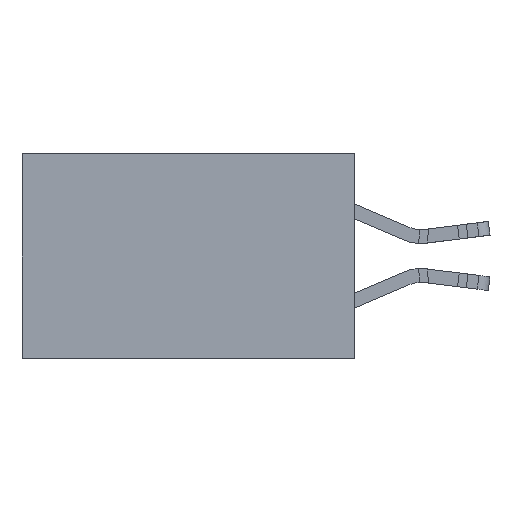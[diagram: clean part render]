
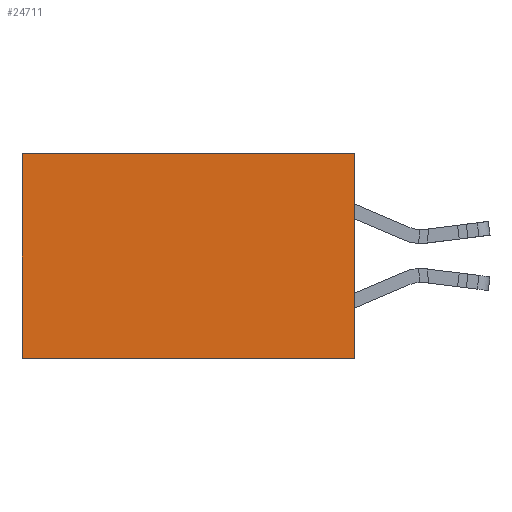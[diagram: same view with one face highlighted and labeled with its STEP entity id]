
A CAD part, left-side view. The second image highlights one B-rep face of the part: STEP entity #24711.
In plain terms, the highlighted planar face has unit normal (-1, 0, 0).
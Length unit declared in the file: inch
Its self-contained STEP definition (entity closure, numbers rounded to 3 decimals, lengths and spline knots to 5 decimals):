
#125 = DIRECTION ( 'NONE',  ( 0., 1., 0. ) ) ;
#368 = PLANE ( 'NONE',  #5533 ) ;
#1206 = CARTESIAN_POINT ( 'NONE',  ( 0.2615, 0., 0. ) ) ;
#3253 = ORIENTED_EDGE ( 'NONE', *, *, #7579, .T. ) ;
#4537 = ORIENTED_EDGE ( 'NONE', *, *, #15409, .T. ) ;
#5533 = AXIS2_PLACEMENT_3D ( 'NONE', #7089, #8287, #24064 ) ;
#5994 = EDGE_CURVE ( 'NONE', #25299, #18140, #15626, .T. ) ;
#6214 = CARTESIAN_POINT ( 'NONE',  ( 0.2615, 0.6, -0.37 ) ) ;
#7089 = CARTESIAN_POINT ( 'NONE',  ( 0.2615, 0., -0.37 ) ) ;
#7579 = EDGE_CURVE ( 'NONE', #25299, #21538, #23433, .T. ) ;
#8287 = DIRECTION ( 'NONE',  ( 1., 0., 0. ) ) ;
#8669 = VERTEX_POINT ( 'NONE', #24595 ) ;
#9006 = FACE_OUTER_BOUND ( 'NONE', #21502, .T. ) ;
#9598 = ORIENTED_EDGE ( 'NONE', *, *, #13163, .F. ) ;
#12646 = VECTOR ( 'NONE', #18471, 39.37008 ) ;
#12992 = VECTOR ( 'NONE', #23626, 39.37008 ) ;
#13163 = EDGE_CURVE ( 'NONE', #18140, #8669, #19359, .T. ) ;
#14464 = VECTOR ( 'NONE', #125, 39.37008 ) ;
#14487 = ORIENTED_EDGE ( 'NONE', *, *, #5994, .F. ) ;
#15409 = EDGE_CURVE ( 'NONE', #21538, #8669, #20145, .T. ) ;
#15626 = LINE ( 'NONE', #19870, #15653 ) ;
#15653 = VECTOR ( 'NONE', #19504, 39.37008 ) ;
#15747 = CARTESIAN_POINT ( 'NONE',  ( 0.2615, 0., -0.37 ) ) ;
#18140 = VERTEX_POINT ( 'NONE', #22549 ) ;
#18445 = CARTESIAN_POINT ( 'NONE',  ( 0.2615, 0.6, 0. ) ) ;
#18471 = DIRECTION ( 'NONE',  ( 0., 0., -1. ) ) ;
#19359 = LINE ( 'NONE', #15747, #12992 ) ;
#19504 = DIRECTION ( 'NONE',  ( 0., 0., -1. ) ) ;
#19870 = CARTESIAN_POINT ( 'NONE',  ( 0.2615, 0., -0.37 ) ) ;
#20145 = LINE ( 'NONE', #6214, #12646 ) ;
#21502 = EDGE_LOOP ( 'NONE', ( #4537, #9598, #14487, #3253 ) ) ;
#21538 = VERTEX_POINT ( 'NONE', #18445 ) ;
#22549 = CARTESIAN_POINT ( 'NONE',  ( 0.2615, 0., -0.37 ) ) ;
#23433 = LINE ( 'NONE', #23549, #14464 ) ;
#23549 = CARTESIAN_POINT ( 'NONE',  ( 0.2615, 0., 0. ) ) ;
#23626 = DIRECTION ( 'NONE',  ( 0., 1., 0. ) ) ;
#24064 = DIRECTION ( 'NONE',  ( 0., 0., -1. ) ) ;
#24595 = CARTESIAN_POINT ( 'NONE',  ( 0.2615, 0.6, -0.37 ) ) ;
#24711 = ADVANCED_FACE ( 'NONE', ( #9006 ), #368, .F. ) ;
#25299 = VERTEX_POINT ( 'NONE', #1206 ) ;
